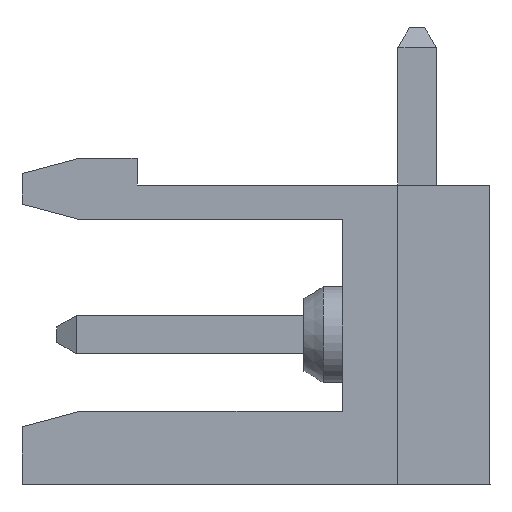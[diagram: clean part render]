
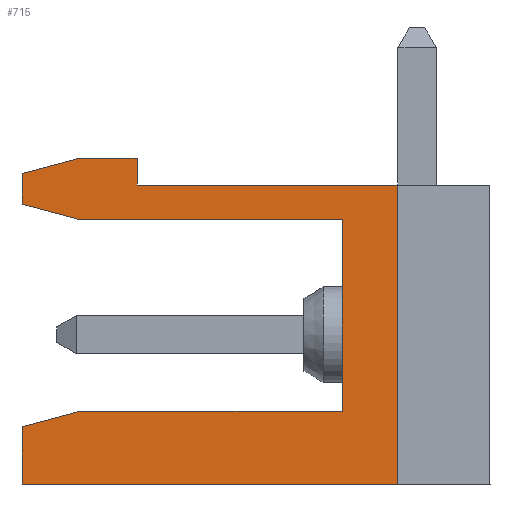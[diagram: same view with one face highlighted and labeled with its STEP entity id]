
A CAD part, left-side view. The second image highlights one B-rep face of the part: STEP entity #715.
In plain terms, the highlighted planar face has unit normal (-1, 0, 0).
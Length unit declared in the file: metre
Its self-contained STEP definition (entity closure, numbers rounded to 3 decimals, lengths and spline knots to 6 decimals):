
#715=ADVANCED_FACE('',(#1505),#1506,.F.);
#1505=FACE_OUTER_BOUND('',#2356,.T.);
#1506=PLANE('',#2357);
#2356=EDGE_LOOP('',(#4447,#4448,#4449,#4450,#4451,#4452,#4453,#4454,#4455,#4456,#4457,#4458,#4459));
#2357=AXIS2_PLACEMENT_3D('',#4460,#4461,#4462);
#4447=ORIENTED_EDGE('',*,*,#5641,.F.);
#4448=ORIENTED_EDGE('',*,*,#5590,.F.);
#4449=ORIENTED_EDGE('',*,*,#5120,.F.);
#4450=ORIENTED_EDGE('',*,*,#5745,.F.);
#4451=ORIENTED_EDGE('',*,*,#5237,.F.);
#4452=ORIENTED_EDGE('',*,*,#5503,.F.);
#4453=ORIENTED_EDGE('',*,*,#5533,.F.);
#4454=ORIENTED_EDGE('',*,*,#5171,.T.);
#4455=ORIENTED_EDGE('',*,*,#5812,.T.);
#4456=ORIENTED_EDGE('',*,*,#5852,.F.);
#4457=ORIENTED_EDGE('',*,*,#5853,.T.);
#4458=ORIENTED_EDGE('',*,*,#5805,.F.);
#4459=ORIENTED_EDGE('',*,*,#5621,.F.);
#4460=CARTESIAN_POINT('',(-0.03974,0.0098,0.000699));
#4461=DIRECTION('',(1.0,0.,0.));
#4462=DIRECTION('',(0.,1.0,0.));
#5120=EDGE_CURVE('',#6154,#6156,#6157,.T.);
#5171=EDGE_CURVE('',#6252,#6250,#6253,.T.);
#5237=EDGE_CURVE('',#6366,#6361,#6368,.T.);
#5503=EDGE_CURVE('',#6779,#6366,#6781,.T.);
#5533=EDGE_CURVE('',#6252,#6779,#6821,.T.);
#5590=EDGE_CURVE('',#6156,#6891,#6892,.T.);
#5621=EDGE_CURVE('',#6935,#6937,#6938,.T.);
#5641=EDGE_CURVE('',#6891,#6935,#6967,.T.);
#5745=EDGE_CURVE('',#6361,#6154,#7096,.T.);
#5805=EDGE_CURVE('',#6937,#7165,#7166,.T.);
#5812=EDGE_CURVE('',#6250,#7172,#7174,.T.);
#5852=EDGE_CURVE('',#7219,#7172,#7220,.T.);
#5853=EDGE_CURVE('',#7219,#7165,#7221,.T.);
#6154=VERTEX_POINT('',#7618);
#6156=VERTEX_POINT('',#7621);
#6157=LINE('',#7622,#7623);
#6250=VERTEX_POINT('',#7762);
#6252=VERTEX_POINT('',#7765);
#6253=LINE('',#7766,#7767);
#6361=VERTEX_POINT('',#7930);
#6366=VERTEX_POINT('',#7937);
#6368=LINE('',#7940,#7941);
#6779=VERTEX_POINT('',#8577);
#6781=LINE('',#8580,#8581);
#6821=LINE('',#8638,#8639);
#6891=VERTEX_POINT('',#8739);
#6892=LINE('',#8740,#8741);
#6935=VERTEX_POINT('',#8806);
#6937=VERTEX_POINT('',#8809);
#6938=LINE('',#8810,#8811);
#6967=LINE('',#8855,#8856);
#7096=LINE('',#9050,#9051);
#7165=VERTEX_POINT('',#9152);
#7166=LINE('',#9153,#9154);
#7172=VERTEX_POINT('',#9162);
#7174=LINE('',#9165,#9166);
#7219=VERTEX_POINT('',#9228);
#7220=LINE('',#9229,#9230);
#7221=LINE('',#9231,#9232);
#7618=CARTESIAN_POINT('',(-0.03974,0.0068,0.));
#7621=CARTESIAN_POINT('',(-0.03974,0.,0.));
#7622=CARTESIAN_POINT('',(-0.03974,0.,0.));
#7623=VECTOR('',#9465,1.0);
#7762=CARTESIAN_POINT('',(-0.03974,0.008307,-0.000901));
#7765=CARTESIAN_POINT('',(-0.03974,0.0098,-0.000501));
#7766=CARTESIAN_POINT('',(-0.03974,0.001956,-0.002603));
#7767=VECTOR('',#9513,1.0);
#7930=CARTESIAN_POINT('',(-0.03974,0.0068,0.000699));
#7937=CARTESIAN_POINT('',(-0.03974,0.008307,0.000699));
#7940=CARTESIAN_POINT('',(-0.03974,0.0068,0.000699));
#7941=VECTOR('',#9569,1.0);
#8577=CARTESIAN_POINT('',(-0.03974,0.0098,0.000299));
#8580=CARTESIAN_POINT('',(-0.03974,0.008307,0.000699));
#8581=VECTOR('',#9806,1.0);
#8638=CARTESIAN_POINT('',(-0.03974,0.0098,-0.006303));
#8639=VECTOR('',#9830,1.0);
#8739=CARTESIAN_POINT('',(-0.03974,0.,-0.007801));
#8740=CARTESIAN_POINT('',(-0.03974,0.,-0.007801));
#8741=VECTOR('',#9879,1.0);
#8806=CARTESIAN_POINT('',(-0.03974,0.0098,-0.007801));
#8809=CARTESIAN_POINT('',(-0.03974,0.0098,-0.006303));
#8810=CARTESIAN_POINT('',(-0.03974,0.0098,-0.006303));
#8811=VECTOR('',#9909,1.0);
#8855=CARTESIAN_POINT('',(-0.03974,0.0098,-0.007801));
#8856=VECTOR('',#9928,1.0);
#9050=CARTESIAN_POINT('',(-0.03974,0.0068,0.000299));
#9051=VECTOR('',#10003,1.0);
#9152=CARTESIAN_POINT('',(-0.03974,0.0083,-0.005901));
#9153=CARTESIAN_POINT('',(-0.03974,0.0083,-0.005901));
#9154=VECTOR('',#10045,1.0);
#9162=CARTESIAN_POINT('',(-0.03974,0.00145,-0.000901));
#9165=CARTESIAN_POINT('',(-0.03974,0.0015,-0.000901));
#9166=VECTOR('',#10049,1.0);
#9228=CARTESIAN_POINT('',(-0.03974,0.00145,-0.005901));
#9229=CARTESIAN_POINT('',(-0.03974,0.00145,-0.000901));
#9230=VECTOR('',#10073,1.0);
#9231=CARTESIAN_POINT('',(-0.03974,0.0015,-0.005901));
#9232=VECTOR('',#10074,1.0);
#9465=DIRECTION('',(0.,-1.0,0.));
#9513=DIRECTION('',(0.,-0.966,-0.259));
#9569=DIRECTION('',(0.,-1.0,0.));
#9806=DIRECTION('',(0.,-0.966,0.259));
#9830=DIRECTION('',(0.,0.,1.0));
#9879=DIRECTION('',(0.,0.,-1.0));
#9909=DIRECTION('',(0.,0.,1.0));
#9928=DIRECTION('',(0.,1.0,0.));
#10003=DIRECTION('',(0.,0.,-1.0));
#10045=DIRECTION('',(0.,-0.966,0.259));
#10049=DIRECTION('',(0.,-1.0,0.));
#10073=DIRECTION('',(0.,0.,1.0));
#10074=DIRECTION('',(0.,1.0,0.));
